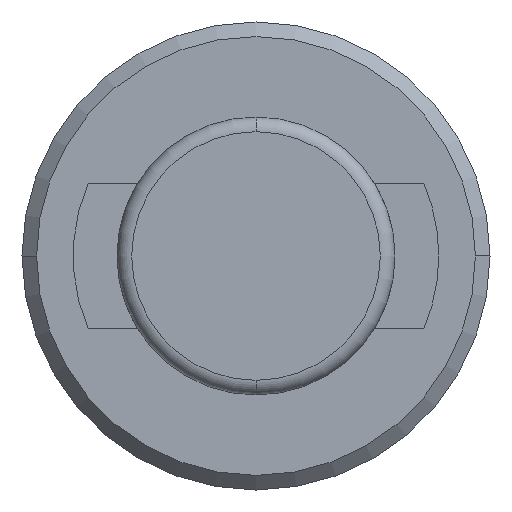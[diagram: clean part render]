
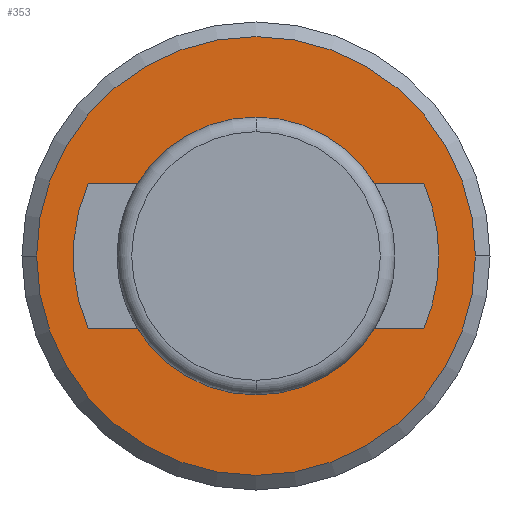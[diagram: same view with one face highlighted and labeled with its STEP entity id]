
A CAD part, left-side view. The second image highlights one B-rep face of the part: STEP entity #353.
In plain terms, the highlighted planar face has unit normal (-1, 0, 0).
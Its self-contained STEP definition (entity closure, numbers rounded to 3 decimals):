
#1 = CARTESIAN_POINT ( 'NONE',  ( 21.5, -11.478, -4.95 ) ) ;
#8 = EDGE_LOOP ( 'NONE', ( #1221, #1077, #998, #146, #988, #531, #711, #410, #794 ) ) ;
#25 = AXIS2_PLACEMENT_3D ( 'NONE', #918, #1166, #1022 ) ;
#36 = EDGE_CURVE ( 'NONE', #255, #223, #121, .T. ) ;
#58 = CIRCLE ( 'NONE', #403, 15. ) ;
#70 = VECTOR ( 'NONE', #503, 1000. ) ;
#90 = CARTESIAN_POINT ( 'NONE',  ( 21.5, -15.18, 15.18 ) ) ;
#94 = DIRECTION ( 'NONE',  ( 0., 1., 0. ) ) ;
#110 = ORIENTED_EDGE ( 'NONE', *, *, #36, .F. ) ;
#115 = CIRCLE ( 'NONE', #435, 12.5 ) ;
#121 = CIRCLE ( 'NONE', #25, 15. ) ;
#122 = LINE ( 'NONE', #1147, #1012 ) ;
#124 = EDGE_CURVE ( 'NONE', #223, #255, #58, .T. ) ;
#132 = ORIENTED_EDGE ( 'NONE', *, *, #124, .F. ) ;
#141 = CARTESIAN_POINT ( 'NONE',  ( 21.5, -8.108, -4.95 ) ) ;
#146 = ORIENTED_EDGE ( 'NONE', *, *, #649, .F. ) ;
#148 = AXIS2_PLACEMENT_3D ( 'NONE', #287, #198, #387 ) ;
#182 = AXIS2_PLACEMENT_3D ( 'NONE', #1054, #972, #296 ) ;
#192 = DIRECTION ( 'NONE',  ( 1., 0., 0. ) ) ;
#198 = DIRECTION ( 'NONE',  ( -1., 0., 0. ) ) ;
#223 = VERTEX_POINT ( 'NONE', #1224 ) ;
#229 = CARTESIAN_POINT ( 'NONE',  ( 21.5, -11.478, 4.95 ) ) ;
#243 = LINE ( 'NONE', #686, #580 ) ;
#245 = FACE_OUTER_BOUND ( 'NONE', #688, .T. ) ;
#254 = VERTEX_POINT ( 'NONE', #841 ) ;
#255 = VERTEX_POINT ( 'NONE', #941 ) ;
#280 = DIRECTION ( 'NONE',  ( 0., -1., 0. ) ) ;
#284 = CARTESIAN_POINT ( 'NONE',  ( 21.5, 0., 4.95 ) ) ;
#287 = CARTESIAN_POINT ( 'NONE',  ( 21.5, 0., 0. ) ) ;
#296 = DIRECTION ( 'NONE',  ( 0., -1., 0. ) ) ;
#301 = VERTEX_POINT ( 'NONE', #359 ) ;
#315 = FACE_BOUND ( 'NONE', #8, .T. ) ;
#316 = LINE ( 'NONE', #872, #70 ) ;
#318 = CIRCLE ( 'NONE', #976, 9.5 ) ;
#322 = DIRECTION ( 'NONE',  ( -1., 0., 0. ) ) ;
#351 = CARTESIAN_POINT ( 'NONE',  ( 21.5, 0., 0. ) ) ;
#353 = ADVANCED_FACE ( 'NONE', ( #315, #245 ), #562, .F. ) ;
#358 = EDGE_CURVE ( 'NONE', #628, #922, #115, .T. ) ;
#359 = CARTESIAN_POINT ( 'NONE',  ( 21.5, -12.5, 0. ) ) ;
#387 = DIRECTION ( 'NONE',  ( 0., -1., 0. ) ) ;
#400 = EDGE_CURVE ( 'NONE', #444, #628, #122, .T. ) ;
#403 = AXIS2_PLACEMENT_3D ( 'NONE', #351, #1121, #1029 ) ;
#410 = ORIENTED_EDGE ( 'NONE', *, *, #559, .F. ) ;
#414 = CARTESIAN_POINT ( 'NONE',  ( 21.5, 0., 0. ) ) ;
#417 = VERTEX_POINT ( 'NONE', #1 ) ;
#435 = AXIS2_PLACEMENT_3D ( 'NONE', #1048, #945, #280 ) ;
#444 = VERTEX_POINT ( 'NONE', #682 ) ;
#449 = CIRCLE ( 'NONE', #182, 9.5 ) ;
#469 = CIRCLE ( 'NONE', #148, 12.5 ) ;
#481 = AXIS2_PLACEMENT_3D ( 'NONE', #414, #322, #994 ) ;
#503 = DIRECTION ( 'NONE',  ( 0., -1., 0. ) ) ;
#504 = AXIS2_PLACEMENT_3D ( 'NONE', #90, #192, #756 ) ;
#531 = ORIENTED_EDGE ( 'NONE', *, *, #1100, .F. ) ;
#559 = EDGE_CURVE ( 'NONE', #922, #254, #316, .T. ) ;
#562 = PLANE ( 'NONE',  #504 ) ;
#566 = CARTESIAN_POINT ( 'NONE',  ( 21.5, -8.108, 4.95 ) ) ;
#580 = VECTOR ( 'NONE', #1070, 1000. ) ;
#601 = DIRECTION ( 'NONE',  ( 0., -1., 0. ) ) ;
#628 = VERTEX_POINT ( 'NONE', #991 ) ;
#649 = EDGE_CURVE ( 'NONE', #301, #935, #783, .T. ) ;
#653 = VERTEX_POINT ( 'NONE', #141 ) ;
#682 = CARTESIAN_POINT ( 'NONE',  ( 21.5, 8.108, 4.95 ) ) ;
#686 = CARTESIAN_POINT ( 'NONE',  ( 21.5, 0., -4.95 ) ) ;
#688 = EDGE_LOOP ( 'NONE', ( #110, #132 ) ) ;
#691 = CARTESIAN_POINT ( 'NONE',  ( 21.5, 11.478, -4.95 ) ) ;
#711 = ORIENTED_EDGE ( 'NONE', *, *, #954, .T. ) ;
#756 = DIRECTION ( 'NONE',  ( 0., 0., -1. ) ) ;
#783 = CIRCLE ( 'NONE', #481, 12.5 ) ;
#793 = EDGE_CURVE ( 'NONE', #417, #301, #469, .T. ) ;
#794 = ORIENTED_EDGE ( 'NONE', *, *, #358, .F. ) ;
#841 = CARTESIAN_POINT ( 'NONE',  ( 21.5, 8.108, -4.95 ) ) ;
#853 = DIRECTION ( 'NONE',  ( 0., 1., 0. ) ) ;
#872 = CARTESIAN_POINT ( 'NONE',  ( 21.5, 0., -4.95 ) ) ;
#893 = VERTEX_POINT ( 'NONE', #566 ) ;
#894 = EDGE_CURVE ( 'NONE', #935, #893, #1188, .T. ) ;
#902 = EDGE_CURVE ( 'NONE', #444, #893, #318, .T. ) ;
#918 = CARTESIAN_POINT ( 'NONE',  ( 21.5, 0., 0. ) ) ;
#922 = VERTEX_POINT ( 'NONE', #691 ) ;
#935 = VERTEX_POINT ( 'NONE', #229 ) ;
#941 = CARTESIAN_POINT ( 'NONE',  ( 21.5, 15., 0. ) ) ;
#945 = DIRECTION ( 'NONE',  ( -1., 0., 0. ) ) ;
#954 = EDGE_CURVE ( 'NONE', #653, #254, #449, .T. ) ;
#972 = DIRECTION ( 'NONE',  ( 1., 0., 0. ) ) ;
#976 = AXIS2_PLACEMENT_3D ( 'NONE', #1088, #1092, #601 ) ;
#988 = ORIENTED_EDGE ( 'NONE', *, *, #793, .F. ) ;
#991 = CARTESIAN_POINT ( 'NONE',  ( 21.5, 11.478, 4.95 ) ) ;
#994 = DIRECTION ( 'NONE',  ( 0., -1., 0. ) ) ;
#998 = ORIENTED_EDGE ( 'NONE', *, *, #894, .F. ) ;
#1012 = VECTOR ( 'NONE', #853, 1000. ) ;
#1022 = DIRECTION ( 'NONE',  ( 0., 1., 0. ) ) ;
#1029 = DIRECTION ( 'NONE',  ( 0., 1., 0. ) ) ;
#1048 = CARTESIAN_POINT ( 'NONE',  ( 21.5, 0., 0. ) ) ;
#1054 = CARTESIAN_POINT ( 'NONE',  ( 21.5, 0., 0. ) ) ;
#1070 = DIRECTION ( 'NONE',  ( 0., -1., 0. ) ) ;
#1077 = ORIENTED_EDGE ( 'NONE', *, *, #902, .T. ) ;
#1088 = CARTESIAN_POINT ( 'NONE',  ( 21.5, 0., 0. ) ) ;
#1092 = DIRECTION ( 'NONE',  ( 1., 0., 0. ) ) ;
#1100 = EDGE_CURVE ( 'NONE', #653, #417, #243, .T. ) ;
#1117 = VECTOR ( 'NONE', #94, 1000. ) ;
#1121 = DIRECTION ( 'NONE',  ( 1., 0., 0. ) ) ;
#1147 = CARTESIAN_POINT ( 'NONE',  ( 21.5, 0., 4.95 ) ) ;
#1166 = DIRECTION ( 'NONE',  ( 1., 0., 0. ) ) ;
#1188 = LINE ( 'NONE', #284, #1117 ) ;
#1221 = ORIENTED_EDGE ( 'NONE', *, *, #400, .F. ) ;
#1224 = CARTESIAN_POINT ( 'NONE',  ( 21.5, -15., 0. ) ) ;
